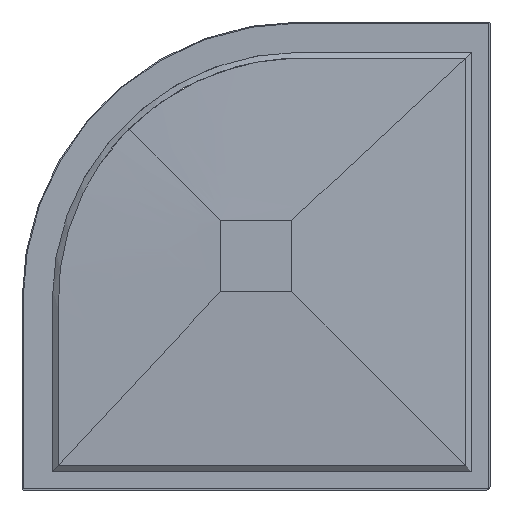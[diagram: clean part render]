
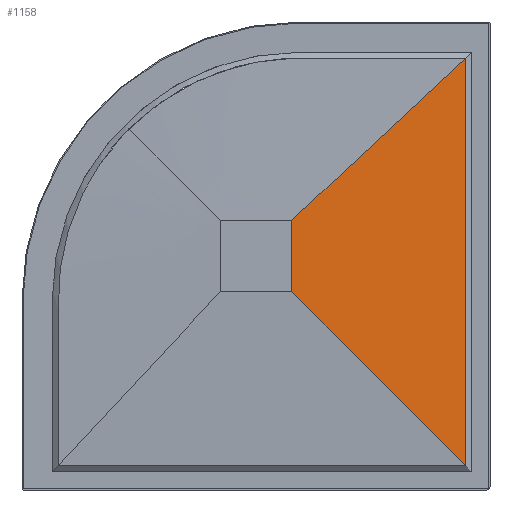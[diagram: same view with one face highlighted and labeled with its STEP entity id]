
A CAD part, front view. The second image highlights one B-rep face of the part: STEP entity #1158.
In plain terms, the highlighted planar face has unit normal (0.043, -0.999, 0).
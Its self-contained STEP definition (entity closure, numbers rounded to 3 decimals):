
#126 = CARTESIAN_POINT ( 'NONE',  ( 71., -23., 0. ) ) ;
#227 = DIRECTION ( 'NONE',  ( 0.043, -0.999, 0. ) ) ;
#414 = ORIENTED_EDGE ( 'NONE', *, *, #3302, .F. ) ;
#459 = LINE ( 'NONE', #1368, #1557 ) ;
#544 = VERTEX_POINT ( 'NONE', #3809 ) ;
#658 = DIRECTION ( 'NONE',  ( 0., 0., -1. ) ) ;
#801 = DIRECTION ( 'NONE',  ( 0., 0., -1. ) ) ;
#832 = ORIENTED_EDGE ( 'NONE', *, *, #2999, .T. ) ;
#945 = EDGE_CURVE ( 'NONE', #544, #4524, #459, .T. ) ;
#974 = FACE_OUTER_BOUND ( 'NONE', #4246, .T. ) ;
#1158 = ADVANCED_FACE ( 'NONE', ( #974 ), #3411, .T. ) ;
#1368 = CARTESIAN_POINT ( 'NONE',  ( 416., -8., -12. ) ) ;
#1522 = VERTEX_POINT ( 'NONE', #5107 ) ;
#1557 = VECTOR ( 'NONE', #801, 1000. ) ;
#1569 = DIRECTION ( 'NONE',  ( 0.707, 0.031, -0.707 ) ) ;
#2072 = LINE ( 'NONE', #126, #3453 ) ;
#2438 = CARTESIAN_POINT ( 'NONE',  ( 243.5, -15.5, -243.5 ) ) ;
#2533 = EDGE_CURVE ( 'NONE', #1522, #4524, #4751, .T. ) ;
#2545 = VERTEX_POINT ( 'NONE', #4776 ) ;
#2898 = CARTESIAN_POINT ( 'NONE',  ( 416., -8., -416. ) ) ;
#2909 = DIRECTION ( 'NONE',  ( 0., 0., -1. ) ) ;
#2999 = EDGE_CURVE ( 'NONE', #2545, #1522, #2072, .T. ) ;
#3302 = EDGE_CURVE ( 'NONE', #2545, #544, #3433, .T. ) ;
#3411 = PLANE ( 'NONE',  #5046 ) ;
#3433 = LINE ( 'NONE', #5021, #4371 ) ;
#3453 = VECTOR ( 'NONE', #2909, 1000. ) ;
#3546 = ORIENTED_EDGE ( 'NONE', *, *, #2533, .T. ) ;
#3768 = DIRECTION ( 'NONE',  ( 0.732, 0.032, 0.681 ) ) ;
#3809 = CARTESIAN_POINT ( 'NONE',  ( 416., -8., 392. ) ) ;
#3816 = CARTESIAN_POINT ( 'NONE',  ( 71., -23., 71. ) ) ;
#3923 = ORIENTED_EDGE ( 'NONE', *, *, #945, .F. ) ;
#4246 = EDGE_LOOP ( 'NONE', ( #832, #3546, #3923, #414 ) ) ;
#4371 = VECTOR ( 'NONE', #3768, 1000. ) ;
#4489 = VECTOR ( 'NONE', #1569, 1000. ) ;
#4524 = VERTEX_POINT ( 'NONE', #2898 ) ;
#4751 = LINE ( 'NONE', #2438, #4489 ) ;
#4776 = CARTESIAN_POINT ( 'NONE',  ( 71., -23., 71. ) ) ;
#5021 = CARTESIAN_POINT ( 'NONE',  ( 243.5, -15.5, 231.5 ) ) ;
#5046 = AXIS2_PLACEMENT_3D ( 'NONE', #3816, #227, #658 ) ;
#5107 = CARTESIAN_POINT ( 'NONE',  ( 71., -23., -71. ) ) ;
